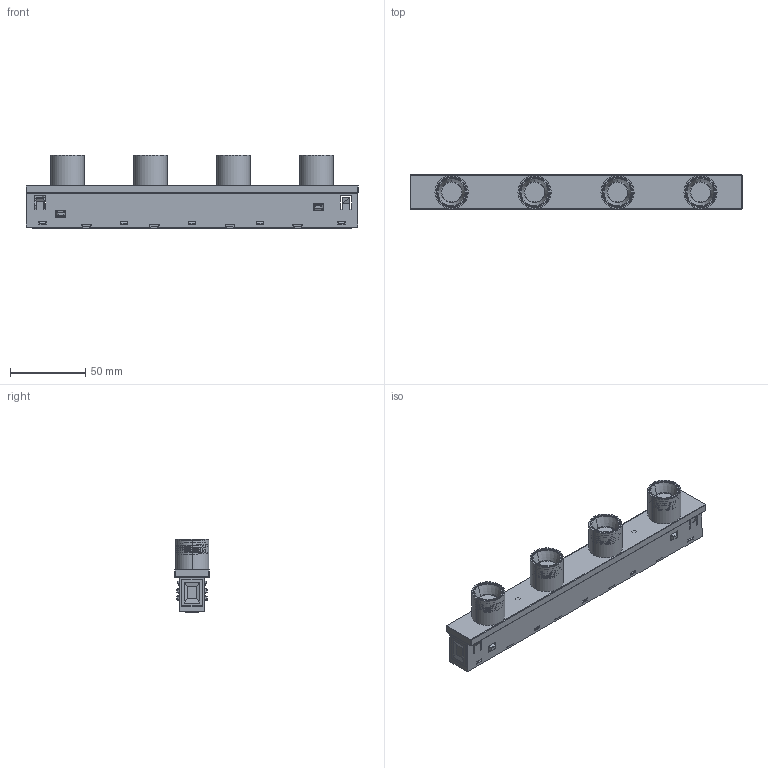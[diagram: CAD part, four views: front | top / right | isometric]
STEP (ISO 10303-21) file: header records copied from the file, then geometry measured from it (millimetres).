
FILE_DESCRIPTION (( 'STEP AP203' ), '1' );
FILE_NAME ('205-4.STEP', '2022-06-10T07:11:37', ( 'ylmfeng' ), ( 'ylmfeng.com' ), 'SwSTEP 2.0', 'SolidWorks 2017', '' );
FILE_SCHEMA (( 'CONFIG_CONTROL_DESIGN' ));
Length unit declared in the file: millimetre
Products named in the file (22): 絳萇肣え-B_1; 205-4; H40W-LL01CRCY30H2; 20萇埭碟郪璃-220; 棠沺遺_1; 絳萇肣え-A_1; ヶ遠 -rev-C; 25X5X2棠沺_1; 萇埭碟偌瑩_1; 棠柲唅蛌結遠; 棠沺郪璃_1; oval head_am_B18.6.7M - M3 x 0.5 x 6 Type I Cross Recessed OHMS --6C; 125x13.7mm磁吸驱动; 3535嫖埭臏價啣; 棠柲唅蛌裔; LL01CR-HQ30L06-NC; 20萇埭碟狟裔-220; 芵噩郪磁极LL01CR-HQ; 20萇埭碟奻裔郪璃-220; 拻踢璃004; 20萇埭碟奻裔-220; 耀倰01-rev-b
Assembly tree (40 placements, depth 5):
  205-4
    20萇埭碟郪璃-220
      20萇埭碟狟裔-220
      20萇埭碟奻裔郪璃-220
        20萇埭碟奻裔-220
        棠沺郪璃_1  x2
          棠沺遺_1
          25X5X2棠沺_1
      絳萇肣え-A_1  x2
      絳萇肣え-B_1  x2
      萇埭碟偌瑩_1
      125x13.7mm磁吸驱动
      棠柲唅蛌裔
      棠柲唅蛌結遠
    拻踢璃004
    耀倰01-rev-b  x4
    3535嫖埭臏價啣  x4
    芵噩郪磁极LL01CR-HQ  x4
      H40W-LL01CRCY30H2
      LL01CR-HQ30L06-NC
    oval head_am_B18.6.7M - M3 x 0.5 x 6 Type I Cross Recessed OHMS --6C  x5
    ヶ遠 -rev-C  x4
Bounding box: 220.05 x 23 x 48.5 mm (x, y, z)
Volume: 66076 mm3; surface area: 92648 mm2
Topology: 40 solids, 40 shells, 2410 faces, 6315 edges, 4006 vertices
Faces by surface type: plane 1346, cylinder 713, bspline 228, cone 73, sphere 26, torus 24
Entity records: 49124 total; most frequent: CARTESIAN_POINT 11796, ORIENTED_EDGE 7422, DIRECTION 6762, EDGE_CURVE 3711, VECTOR 2832, LINE 2832, VERTEX_POINT 2392, AXIS2_PLACEMENT_3D 1965
